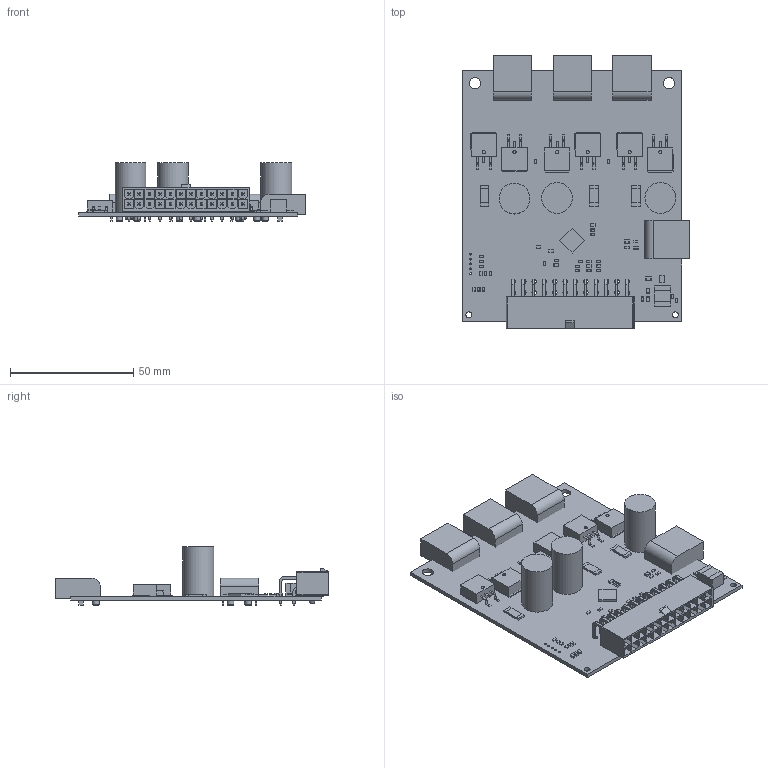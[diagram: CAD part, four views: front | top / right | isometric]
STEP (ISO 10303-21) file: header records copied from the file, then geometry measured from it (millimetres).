
FILE_DESCRIPTION(('Open CASCADE Model'),'2;1');
FILE_NAME('Open CASCADE Shape Model','2019-02-03T22:48:23',('Author'),( 'Open CASCADE'),'Open CASCADE STEP processor 6.8','Open CASCADE 6.8' ,'Unknown');
FILE_SCHEMA(('AUTOMOTIVE_DESIGN { 1 0 10303 214 1 1 1 1 }'));
Products named in the file (1): PCB
Bounding box: 92.08 x 110.73 x 23.6 mm (x, y, z)
Volume: 28421.9 mm3; surface area: 41353.1 mm2
Topology: 121 solids, 359 shells, 2335 faces, 5901 edges, 4076 vertices
Faces by surface type: plane 1756, cylinder 447, sphere 88, bspline 32, torus 8, cone 4
Full cylindrical faces by diameter (mm): 0.8 x5, 0.9 x6, 1.281 x6, 1.8 x24, 2.4 x2, 2.7 x8, 3 x10, 4.572 x2, 12.5 x3
Entity records: 71990 total; most frequent: CARTESIAN_POINT 13705, DIRECTION 11399, ORIENTED_EDGE 10336, EDGE_CURVE 5759, LINE 4531, VECTOR 4531, VERTEX_POINT 3968, AXIS2_PLACEMENT_3D 3434
